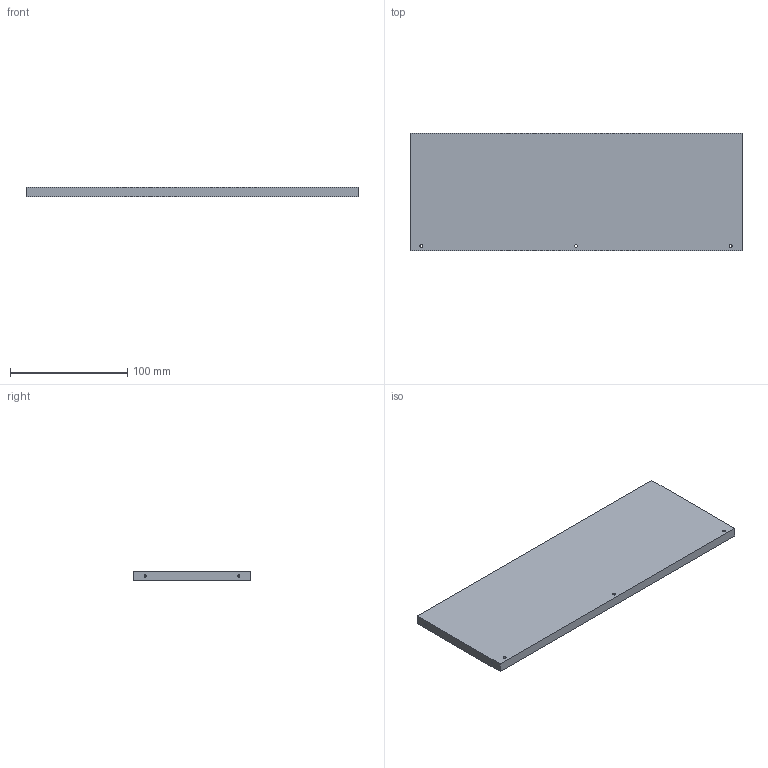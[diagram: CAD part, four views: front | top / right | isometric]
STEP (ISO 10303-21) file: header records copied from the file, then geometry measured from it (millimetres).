
FILE_DESCRIPTION (( 'STEP AP214' ), '1' );
FILE_NAME ('OuterEnclosure_wall_side_no_electronics.step', '2020-10-12T18:41:42', ( '' ), ( '' ), 'SwSTEP 2.0', 'SolidWorks 2019', '' );
FILE_SCHEMA (( 'AUTOMOTIVE_DESIGN' ));
Length unit declared in the file: millimetre
Products named in the file (1): OuterEnclosure_wall_side_no_electronics
Bounding box: 283 x 100 x 8 mm (x, y, z)
Volume: 226022.4 mm3; surface area: 63331.2 mm2
Topology: 1 solids, 1 shells, 49 faces, 118 edges, 67 vertices
Faces by surface type: cylinder 26, cone 14, plane 9
Entity records: 1534 total; most frequent: DIRECTION 256, CARTESIAN_POINT 221, ORIENTED_EDGE 208, EDGE_CURVE 104, AXIS2_PLACEMENT_3D 102, VERTEX_POINT 67, EDGE_LOOP 65, LINE 52
